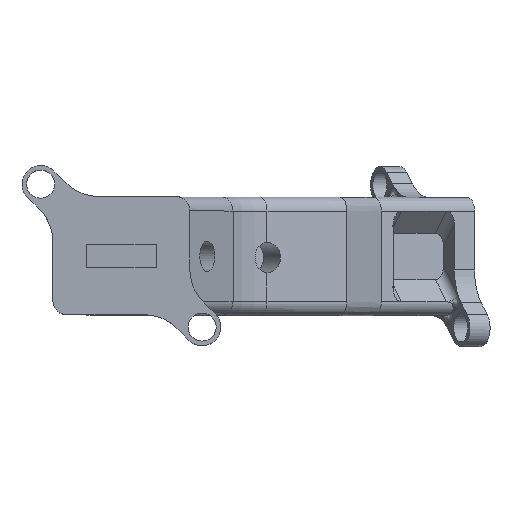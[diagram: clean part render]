
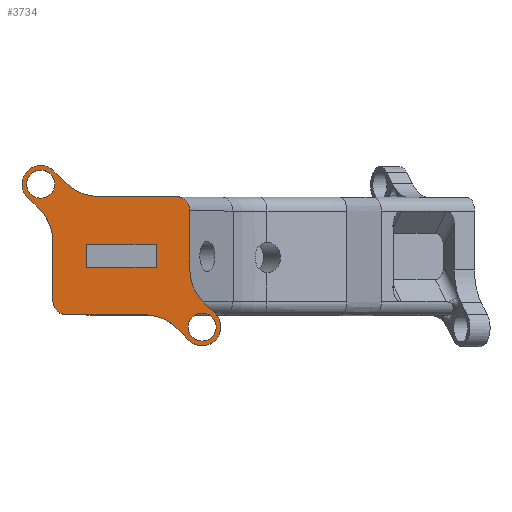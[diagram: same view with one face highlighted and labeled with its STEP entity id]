
A CAD part, top view. The second image highlights one B-rep face of the part: STEP entity #3734.
In plain terms, the highlighted planar face has unit normal (0, 0, 1).
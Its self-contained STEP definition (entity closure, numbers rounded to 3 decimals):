
#42=FACE_BOUND('',#1354,.T.);
#43=FACE_BOUND('',#1355,.T.);
#44=FACE_BOUND('',#1356,.T.);
#305=LINE('',#6409,#663);
#308=LINE('',#6414,#666);
#310=LINE('',#6418,#668);
#312=LINE('',#6421,#670);
#315=LINE('',#6430,#673);
#318=LINE('',#6438,#676);
#321=LINE('',#6446,#679);
#324=LINE('',#6453,#682);
#325=LINE('',#6456,#683);
#328=LINE('',#6464,#686);
#331=LINE('',#6472,#689);
#334=LINE('',#6480,#692);
#337=LINE('',#6487,#695);
#663=VECTOR('',#4567,10.);
#666=VECTOR('',#4572,10.);
#668=VECTOR('',#4576,10.);
#670=VECTOR('',#4580,10.);
#673=VECTOR('',#4589,10.);
#676=VECTOR('',#4598,10.);
#679=VECTOR('',#4607,10.);
#682=VECTOR('',#4616,10.);
#683=VECTOR('',#4619,10.);
#686=VECTOR('',#4628,10.);
#689=VECTOR('',#4637,10.);
#692=VECTOR('',#4646,10.);
#695=VECTOR('',#4655,10.);
#932=CIRCLE('',#3894,3.);
#953=CIRCLE('',#3980,3.025);
#954=CIRCLE('',#3982,3.025);
#955=CIRCLE('',#3988,10.);
#956=CIRCLE('',#3991,4.025);
#957=CIRCLE('',#3994,4.025);
#958=CIRCLE('',#3997,10.);
#959=CIRCLE('',#4001,10.);
#960=CIRCLE('',#4004,4.025);
#961=CIRCLE('',#4007,10.);
#962=CIRCLE('',#4010,3.);
#1136=FACE_OUTER_BOUND('',#1353,.T.);
#1353=EDGE_LOOP('',(#2821,#2822,#2823,#2824,#2825,#2826,#2827,#2828,#2829,
#2830,#2831,#2832,#2833,#2834,#2835,#2836,#2837,#2838));
#1354=EDGE_LOOP('',(#2839,#2840,#2841,#2842));
#1355=EDGE_LOOP('',(#2843));
#1356=EDGE_LOOP('',(#2844));
#1547=VERTEX_POINT('',#6065);
#1548=VERTEX_POINT('',#6067);
#1632=VERTEX_POINT('',#6399);
#1633=VERTEX_POINT('',#6403);
#1634=VERTEX_POINT('',#6407);
#1635=VERTEX_POINT('',#6408);
#1636=VERTEX_POINT('',#6413);
#1637=VERTEX_POINT('',#6417);
#1638=VERTEX_POINT('',#6423);
#1639=VERTEX_POINT('',#6424);
#1640=VERTEX_POINT('',#6429);
#1641=VERTEX_POINT('',#6433);
#1642=VERTEX_POINT('',#6437);
#1643=VERTEX_POINT('',#6441);
#1644=VERTEX_POINT('',#6445);
#1645=VERTEX_POINT('',#6449);
#1646=VERTEX_POINT('',#6455);
#1647=VERTEX_POINT('',#6459);
#1648=VERTEX_POINT('',#6463);
#1649=VERTEX_POINT('',#6467);
#1650=VERTEX_POINT('',#6471);
#1651=VERTEX_POINT('',#6475);
#1652=VERTEX_POINT('',#6479);
#1653=VERTEX_POINT('',#6483);
#1905=EDGE_CURVE('',#1547,#1548,#932,.T.);
#2033=EDGE_CURVE('',#1632,#1632,#953,.T.);
#2035=EDGE_CURVE('',#1633,#1633,#954,.T.);
#2036=EDGE_CURVE('',#1634,#1635,#305,.T.);
#2039=EDGE_CURVE('',#1636,#1634,#308,.T.);
#2041=EDGE_CURVE('',#1637,#1636,#310,.T.);
#2043=EDGE_CURVE('',#1635,#1637,#312,.T.);
#2044=EDGE_CURVE('',#1638,#1639,#955,.T.);
#2047=EDGE_CURVE('',#1640,#1639,#315,.T.);
#2049=EDGE_CURVE('',#1641,#1640,#956,.T.);
#2051=EDGE_CURVE('',#1642,#1641,#318,.T.);
#2053=EDGE_CURVE('',#1643,#1642,#957,.T.);
#2055=EDGE_CURVE('',#1643,#1644,#321,.T.);
#2057=EDGE_CURVE('',#1644,#1645,#958,.T.);
#2059=EDGE_CURVE('',#1548,#1645,#324,.T.);
#2060=EDGE_CURVE('',#1646,#1547,#325,.T.);
#2062=EDGE_CURVE('',#1646,#1647,#959,.T.);
#2064=EDGE_CURVE('',#1648,#1647,#328,.T.);
#2066=EDGE_CURVE('',#1649,#1648,#960,.T.);
#2068=EDGE_CURVE('',#1649,#1650,#331,.T.);
#2070=EDGE_CURVE('',#1650,#1651,#961,.T.);
#2072=EDGE_CURVE('',#1652,#1651,#334,.T.);
#2075=EDGE_CURVE('',#1653,#1652,#962,.T.);
#2076=EDGE_CURVE('',#1638,#1653,#337,.T.);
#2821=ORIENTED_EDGE('',*,*,#2076,.F.);
#2822=ORIENTED_EDGE('',*,*,#2044,.T.);
#2823=ORIENTED_EDGE('',*,*,#2047,.F.);
#2824=ORIENTED_EDGE('',*,*,#2049,.F.);
#2825=ORIENTED_EDGE('',*,*,#2051,.F.);
#2826=ORIENTED_EDGE('',*,*,#2053,.F.);
#2827=ORIENTED_EDGE('',*,*,#2055,.T.);
#2828=ORIENTED_EDGE('',*,*,#2057,.T.);
#2829=ORIENTED_EDGE('',*,*,#2059,.F.);
#2830=ORIENTED_EDGE('',*,*,#1905,.F.);
#2831=ORIENTED_EDGE('',*,*,#2060,.F.);
#2832=ORIENTED_EDGE('',*,*,#2062,.T.);
#2833=ORIENTED_EDGE('',*,*,#2064,.F.);
#2834=ORIENTED_EDGE('',*,*,#2066,.F.);
#2835=ORIENTED_EDGE('',*,*,#2068,.T.);
#2836=ORIENTED_EDGE('',*,*,#2070,.T.);
#2837=ORIENTED_EDGE('',*,*,#2072,.F.);
#2838=ORIENTED_EDGE('',*,*,#2075,.F.);
#2839=ORIENTED_EDGE('',*,*,#2043,.F.);
#2840=ORIENTED_EDGE('',*,*,#2036,.F.);
#2841=ORIENTED_EDGE('',*,*,#2039,.F.);
#2842=ORIENTED_EDGE('',*,*,#2041,.F.);
#2843=ORIENTED_EDGE('',*,*,#2035,.F.);
#2844=ORIENTED_EDGE('',*,*,#2033,.F.);
#3591=PLANE('',#4021);
#3734=ADVANCED_FACE('',(#1136,#42,#43,#44),#3591,.F.);
#3894=AXIS2_PLACEMENT_3D('',#6068,#4307,#4308);
#3980=AXIS2_PLACEMENT_3D('',#6401,#4558,#4559);
#3982=AXIS2_PLACEMENT_3D('',#6405,#4563,#4564);
#3988=AXIS2_PLACEMENT_3D('',#6425,#4583,#4584);
#3991=AXIS2_PLACEMENT_3D('',#6434,#4593,#4594);
#3994=AXIS2_PLACEMENT_3D('',#6442,#4602,#4603);
#3997=AXIS2_PLACEMENT_3D('',#6450,#4611,#4612);
#4001=AXIS2_PLACEMENT_3D('',#6460,#4623,#4624);
#4004=AXIS2_PLACEMENT_3D('',#6468,#4632,#4633);
#4007=AXIS2_PLACEMENT_3D('',#6476,#4641,#4642);
#4010=AXIS2_PLACEMENT_3D('',#6485,#4651,#4652);
#4021=AXIS2_PLACEMENT_3D('',#6513,#4684,#4685);
#4307=DIRECTION('center_axis',(0.,0.,
-1.));
#4308=DIRECTION('ref_axis',(-0.707,-0.707,0.));
#4558=DIRECTION('center_axis',(0.,0.,
1.));
#4559=DIRECTION('ref_axis',(1.,0.,0.));
#4563=DIRECTION('center_axis',(0.,0.,
1.));
#4564=DIRECTION('ref_axis',(1.,0.,0.));
#4567=DIRECTION('',(1.,0.,0.));
#4572=DIRECTION('',(0.,-1.,0.));
#4576=DIRECTION('',(-1.,0.,0.));
#4580=DIRECTION('',(0.,1.,0.));
#4583=DIRECTION('center_axis',(0.,0.,
-1.));
#4584=DIRECTION('ref_axis',(-0.383,-0.924,0.));
#4589=DIRECTION('',(0.707,-0.707,0.));
#4593=DIRECTION('center_axis',(0.,0.,
-1.));
#4594=DIRECTION('ref_axis',(1.,0.,0.));
#4598=DIRECTION('',(0.707,0.707,0.));
#4602=DIRECTION('center_axis',(0.,0.,
-1.));
#4603=DIRECTION('ref_axis',(1.,0.,0.));
#4607=DIRECTION('',(0.707,-0.707,0.));
#4611=DIRECTION('center_axis',(0.,0.,
-1.));
#4612=DIRECTION('ref_axis',(0.924,0.383,0.));
#4616=DIRECTION('',(0.,1.,0.));
#4619=DIRECTION('',(-1.,0.,0.));
#4623=DIRECTION('center_axis',(0.,0.,
-1.));
#4624=DIRECTION('ref_axis',(0.383,0.924,0.));
#4628=DIRECTION('',(-0.707,0.707,0.));
#4632=DIRECTION('center_axis',(0.,0.,
-1.));
#4633=DIRECTION('ref_axis',(1.,0.,0.));
#4637=DIRECTION('',(-0.707,0.707,0.));
#4641=DIRECTION('center_axis',(0.,0.,
-1.));
#4642=DIRECTION('ref_axis',(-0.924,-0.383,0.));
#4646=DIRECTION('',(0.,-1.,0.));
#4651=DIRECTION('center_axis',(0.,0.,
-1.));
#4652=DIRECTION('ref_axis',(0.707,0.707,0.));
#4655=DIRECTION('',(1.,0.,0.));
#4684=DIRECTION('center_axis',(0.,0.,
-1.));
#4685=DIRECTION('ref_axis',(1.,0.,0.));
#6065=CARTESIAN_POINT('',(399.654,34.743,13.656));
#6067=CARTESIAN_POINT('',(396.654,37.743,13.656));
#6068=CARTESIAN_POINT('Origin',(399.654,37.743,13.656));
#6399=CARTESIAN_POINT('',(390.972,62.899,13.656));
#6401=CARTESIAN_POINT('Origin',(393.997,62.899,13.656));
#6403=CARTESIAN_POINT('',(425.786,32.086,13.656));
#6405=CARTESIAN_POINT('Origin',(428.811,32.086,13.656));
#6407=CARTESIAN_POINT('',(403.904,44.993,13.656));
#6408=CARTESIAN_POINT('',(418.904,44.993,13.656));
#6409=CARTESIAN_POINT('',(415.154,44.993,13.656));
#6413=CARTESIAN_POINT('',(403.904,49.993,13.656));
#6414=CARTESIAN_POINT('',(403.904,46.243,13.656));
#6417=CARTESIAN_POINT('',(418.904,49.993,13.656));
#6418=CARTESIAN_POINT('',(407.654,49.993,13.656));
#6421=CARTESIAN_POINT('',(418.904,48.743,13.656));
#6423=CARTESIAN_POINT('',(406.488,60.243,13.656));
#6424=CARTESIAN_POINT('',(399.417,63.172,13.656));
#6425=CARTESIAN_POINT('Origin',(406.488,70.243,13.656));
#6429=CARTESIAN_POINT('',(396.843,65.746,13.656));
#6430=CARTESIAN_POINT('',(396.843,65.746,13.656));
#6433=CARTESIAN_POINT('',(391.485,66.045,13.656));
#6434=CARTESIAN_POINT('Origin',(393.997,62.899,13.656));
#6437=CARTESIAN_POINT('',(390.852,65.411,13.656));
#6438=CARTESIAN_POINT('',(389.59,64.149,13.656));
#6441=CARTESIAN_POINT('',(391.151,60.053,13.656));
#6442=CARTESIAN_POINT('Origin',(393.997,62.899,13.656));
#6445=CARTESIAN_POINT('',(393.725,57.479,13.656));
#6446=CARTESIAN_POINT('',(391.151,60.053,13.656));
#6449=CARTESIAN_POINT('',(396.654,50.408,13.656));
#6450=CARTESIAN_POINT('Origin',(386.654,50.408,13.656));
#6453=CARTESIAN_POINT('',(396.654,53.243,13.656));
#6455=CARTESIAN_POINT('',(416.32,34.743,13.656));
#6456=CARTESIAN_POINT('',(404.029,34.743,13.656));
#6459=CARTESIAN_POINT('',(423.391,31.814,13.656));
#6460=CARTESIAN_POINT('Origin',(416.32,24.743,13.656));
#6463=CARTESIAN_POINT('',(425.965,29.24,13.656));
#6464=CARTESIAN_POINT('',(425.965,29.24,13.656));
#6467=CARTESIAN_POINT('',(431.657,34.932,13.656));
#6468=CARTESIAN_POINT('Origin',(428.811,32.086,13.656));
#6471=CARTESIAN_POINT('',(429.083,37.506,13.656));
#6472=CARTESIAN_POINT('',(431.657,34.932,13.656));
#6475=CARTESIAN_POINT('',(426.154,44.577,13.656));
#6476=CARTESIAN_POINT('Origin',(436.154,44.577,13.656));
#6479=CARTESIAN_POINT('',(426.154,57.243,13.656));
#6480=CARTESIAN_POINT('',(426.154,41.743,13.656));
#6483=CARTESIAN_POINT('',(423.154,60.243,13.656));
#6485=CARTESIAN_POINT('Origin',(423.154,57.243,13.656));
#6487=CARTESIAN_POINT('',(418.779,60.243,13.656));
#6513=CARTESIAN_POINT('Origin',(411.404,47.493,13.656));
